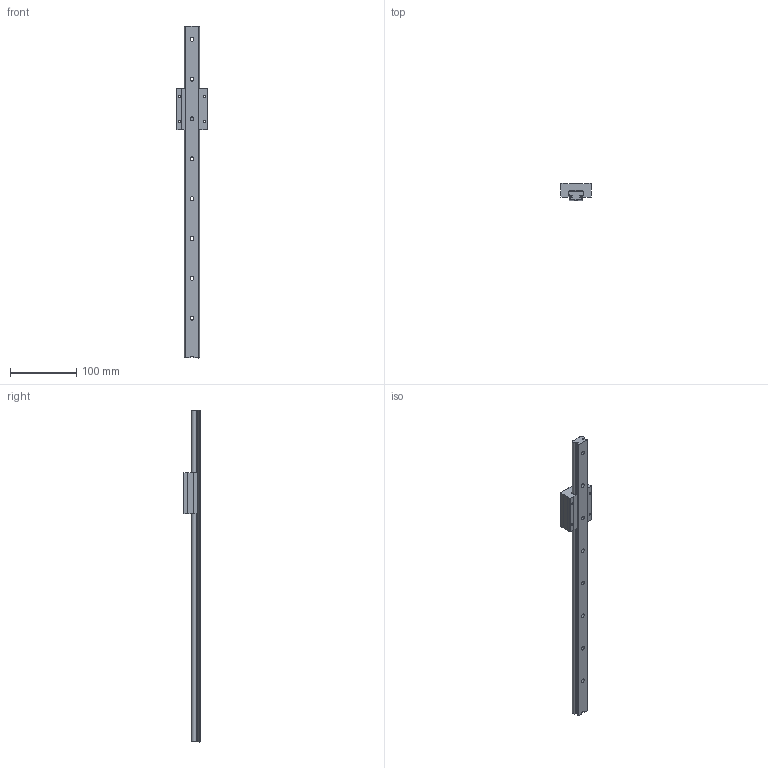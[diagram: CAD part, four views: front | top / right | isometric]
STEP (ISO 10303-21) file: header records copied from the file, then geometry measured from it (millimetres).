
FILE_DESCRIPTION (( 'STEP AP203' ), '1' );
FILE_NAME ('MR20-0500-1.step', '2024-10-21T11:18:40', ( '' ), ( '' ), 'SwSTEP 2.0', 'SolidWorks 2023', '' );
FILE_SCHEMA (( 'CONFIG_CONTROL_DESIGN' ));
Length unit declared in the file: inch
Products named in the file (3): MR20-0500-1_RAIL; MR20-0500-1_CARRIAGE; MR20-0500-1
Assembly tree (2 placements, depth 2):
  MR20-0500-1
    MR20-0500-1_RAIL
    MR20-0500-1_CARRIAGE
Bounding box: 46 x 25 x 500 mm (x, y, z)
Volume: 159379.3 mm3; surface area: 59951 mm2
Topology: 4 solids, 4 shells, 160 faces, 432 edges, 288 vertices
Faces by surface type: plane 87, cylinder 73
Entity records: 5417 total; most frequent: DIRECTION 908, CARTESIAN_POINT 885, ORIENTED_EDGE 864, EDGE_CURVE 432, AXIS2_PLACEMENT_3D 311, VERTEX_POINT 288, LINE 286, VECTOR 286
